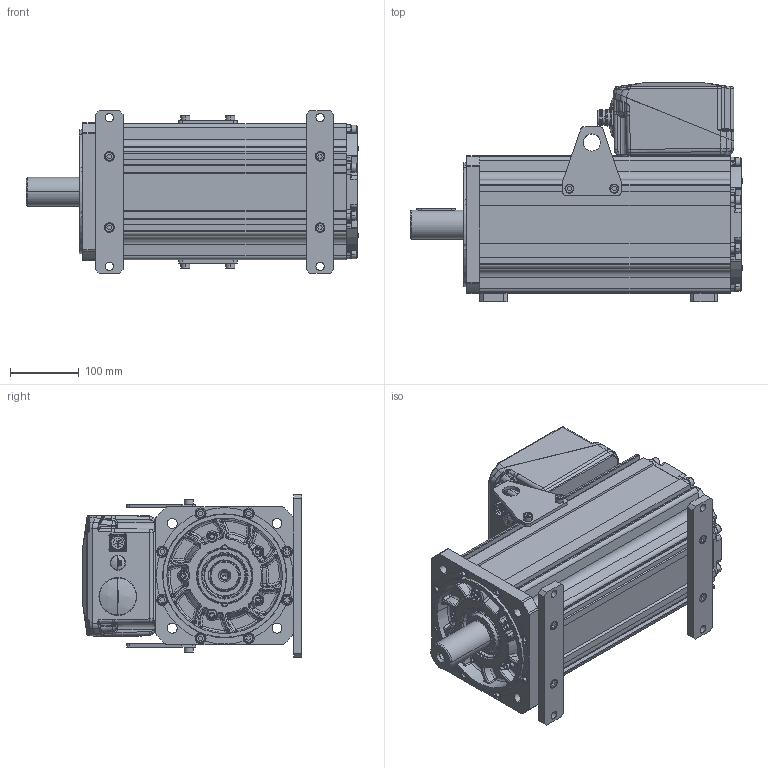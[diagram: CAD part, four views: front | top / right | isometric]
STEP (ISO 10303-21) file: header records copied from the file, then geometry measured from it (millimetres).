
FILE_DESCRIPTION((''),'2;1');
FILE_NAME('50222N-1_SW0001','2016-06-04T',('yanyerong'),(''),'PRO/ENGINEER BY PARAMETRIC TECHNOLOGY CORPORATION, 2010430','PRO/ENGINEER BY PARAMETRIC TECHNOLOGY CORPORATION, 2010430','');
FILE_SCHEMA(('CONFIG_CONTROL_DESIGN'));
Products named in the file (1): 50222N-1_SW0001
Bounding box: 482 x 318.8 x 236 mm (x, y, z)
Surface area: 1247940.4 mm2 (no closed solid volume)
Topology: 0 solids, 155 shells, 2598 faces, 7871 edges, 5384 vertices
Faces by surface type: plane 880, cylinder 614, bspline 515, torus 265, cone 251, sphere 73
Entity records: 131895 total; most frequent: CARTESIAN_POINT 65970, ORIENTED_EDGE 13415, DIRECTION 12790, EDGE_CURVE 7865, VERTEX_POINT 5384, AXIS2_PLACEMENT_3D 4840, VECTOR 3110, LINE 3110
